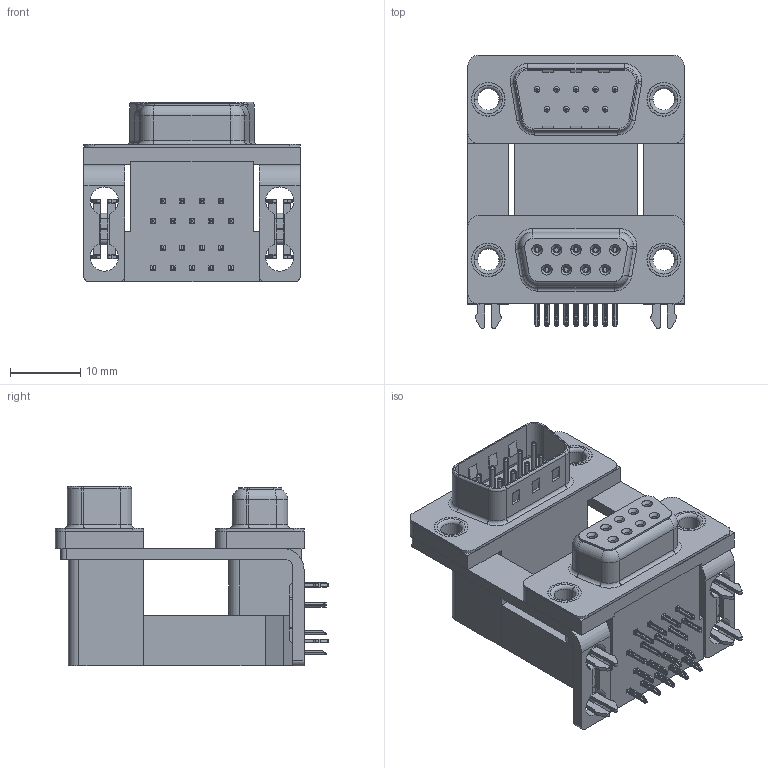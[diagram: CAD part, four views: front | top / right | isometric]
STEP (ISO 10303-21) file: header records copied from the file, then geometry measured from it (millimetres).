
FILE_DESCRIPTION (( 'STEP AP203' ), '1' );
FILE_NAME ('663-009-364-030.STEP', '2022-06-17T21:48:54', ( '' ), ( '' ), 'SwSTEP 2.0', 'SolidWorks 2020', '' );
FILE_SCHEMA (( 'CONFIG_CONTROL_DESIGN' ));
Length unit declared in the file: millimetre
Products named in the file (13): 663 Contact Top Upper_H; 663 Thru Hole Rivet; 663 2 Prong Board Lock_3; 663-009-364-030; 663 Housing Lower_09 Contacts; 663 Shell Plug_09 Contacts; 663 Contact Top Lower; 663 Housing Spacer_09 Contacts H; 663 Contact Bottom Upper_H; 663 Shell Receptacle_09 Contacts; 663 Mounting Bracket_2ProngH; 663 Housing Upper_09 Contacts H; 663 Contact Bottom Lower
Assembly tree (31 placements, depth 2):
  663-009-364-030
    663 Housing Lower_09 Contacts
    663 Housing Spacer_09 Contacts H
    663 Housing Upper_09 Contacts H
    663 Shell Receptacle_09 Contacts
    663 Shell Plug_09 Contacts
    663 Contact Bottom Lower  x4
    663 Contact Top Lower  x5
    663 Contact Bottom Upper_H  x4
    663 Contact Top Upper_H  x5
    663 Mounting Bracket_2ProngH  x2
    663 2 Prong Board Lock_3  x2
    663 Thru Hole Rivet  x4
Bounding box: 30.81 x 38.91 x 25.6 mm (x, y, z)
Volume: 11336.4 mm3; surface area: 13196.9 mm2
Topology: 31 solids, 31 shells, 2597 faces, 6685 edges, 4197 vertices
Faces by surface type: plane 1365, cylinder 709, bspline 308, cone 108, torus 107
Entity records: 37361 total; most frequent: CARTESIAN_POINT 9285, ORIENTED_EDGE 5524, DIRECTION 5251, EDGE_CURVE 2762, LINE 1831, VECTOR 1831, VERTEX_POINT 1759, AXIS2_PLACEMENT_3D 1710
